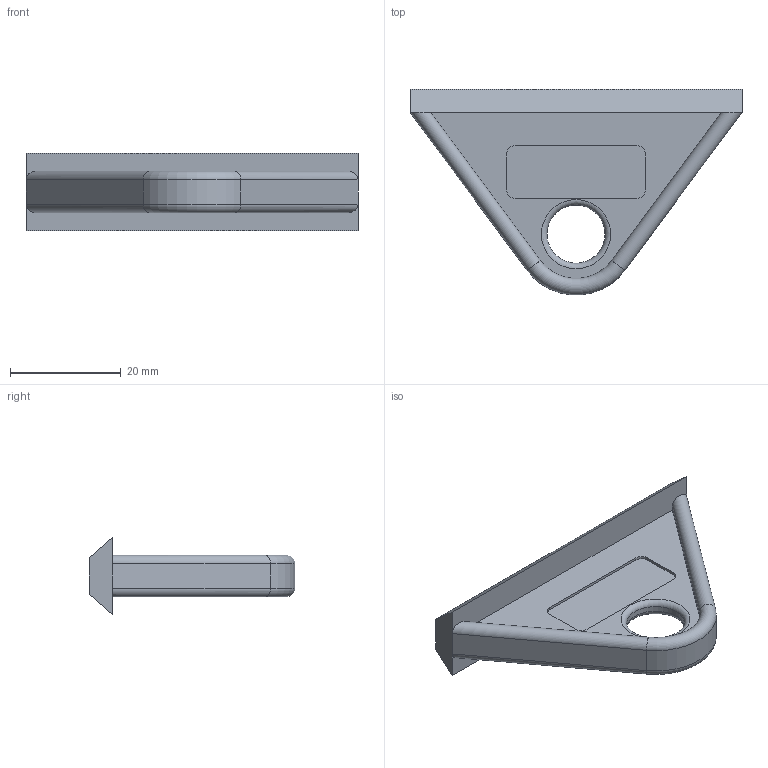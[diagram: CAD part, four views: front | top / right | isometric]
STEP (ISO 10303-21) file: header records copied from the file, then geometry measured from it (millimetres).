
FILE_DESCRIPTION(/* description */ (''),/* implementation_level */ '2;1');
FILE_NAME(/* name */ '22982_KriTec_Haengegleiter_6.stp',/* time_stamp */ '2015-02-02T09:48:32+01:00',/* author */ ('kostic'),/* organization */ (''),/* preprocessor_version */ 'ST-DEVELOPER v15.2',/* originating_system */ 'Autodesk Inventor 2014',/* authorisation */ '');
FILE_SCHEMA (('AUTOMOTIVE_DESIGN { 1 0 10303 214 3 1 1 }'));
Length unit declared in the file: millimetre
Products named in the file (1): 22982_KriTec_Haengegleiter_6
Bounding box: 60 x 37.16 x 14 mm (x, y, z)
Volume: 6578.5 mm3; surface area: 4908.9 mm2
Topology: 1 solids, 1 shells, 46 faces, 114 edges, 72 vertices
Faces by surface type: plane 25, cylinder 17, torus 4
Entity records: 1406 total; most frequent: DIRECTION 240, CARTESIAN_POINT 227, ORIENTED_EDGE 220, EDGE_CURVE 110, AXIS2_PLACEMENT_3D 83, LINE 74, VECTOR 74, VERTEX_POINT 70
